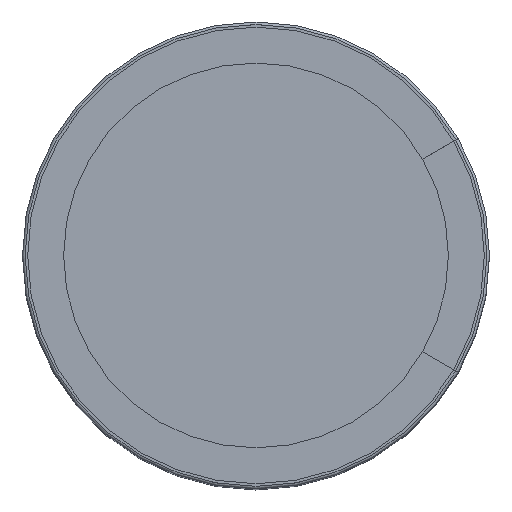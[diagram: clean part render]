
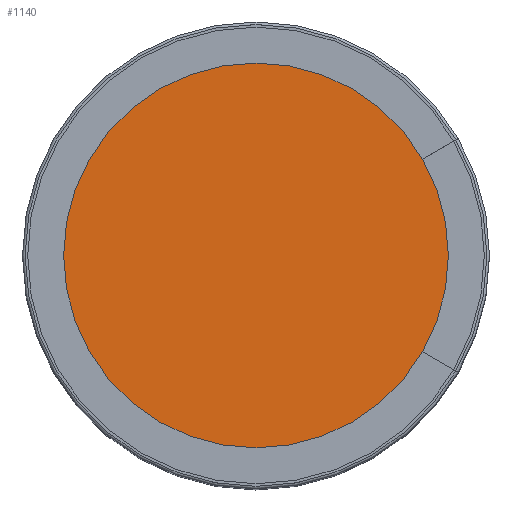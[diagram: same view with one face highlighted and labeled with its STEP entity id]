
A CAD part, top view. The second image highlights one B-rep face of the part: STEP entity #1140.
In plain terms, the highlighted planar face has unit normal (0, 0, 1).
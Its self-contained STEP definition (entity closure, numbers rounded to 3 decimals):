
#983 = EDGE_CURVE('',#984,#984,#986,.T.);
#984 = VERTEX_POINT('',#985);
#985 = CARTESIAN_POINT('',(8.9,0.,25.5));
#986 = SURFACE_CURVE('',#987,(#992,#1026),.PCURVE_S1.);
#987 = CIRCLE('',#988,8.9);
#988 = AXIS2_PLACEMENT_3D('',#989,#990,#991);
#989 = CARTESIAN_POINT('',(0.,0.,25.5));
#990 = DIRECTION('',(0.,0.,-1.));
#991 = DIRECTION('',(-1.,0.,0.));
#992 = PCURVE('',#993,#998);
#993 = TOROIDAL_SURFACE('',#994,8.9,0.1);
#994 = AXIS2_PLACEMENT_3D('',#995,#996,#997);
#995 = CARTESIAN_POINT('',(0.,0.,25.4));
#996 = DIRECTION('',(0.,0.,-1.));
#997 = DIRECTION('',(-1.,0.,0.));
#998 = DEFINITIONAL_REPRESENTATION('',(#999),#1025);
#999 = B_SPLINE_CURVE_WITH_KNOTS('',3,(#1000,#1001,#1002,#1003,#1004,
    #1005,#1006,#1007,#1008,#1009,#1010,#1011,#1012,#1013,#1014,#1015,
    #1016,#1017,#1018,#1019,#1020,#1021,#1022,#1023,#1024),
  .UNSPECIFIED.,.F.,.F.,(4,1,1,1,1,1,1,1,1,1,1,1,1,1,1,1,1,1,1,1,1,1,4),
  (3.142,3.427,3.713,3.998,
    4.284,4.57,4.855,5.141,
    5.426,5.712,5.998,6.283,
    6.569,6.854,7.14,7.426,
    7.711,7.997,8.282,8.568,
    8.854,9.139,9.425),.UNSPECIFIED.);
#1000 = CARTESIAN_POINT('',(3.142,4.712));
#1001 = CARTESIAN_POINT('',(3.237,4.712));
#1002 = CARTESIAN_POINT('',(3.427,4.712));
#1003 = CARTESIAN_POINT('',(3.713,4.712));
#1004 = CARTESIAN_POINT('',(3.998,4.712));
#1005 = CARTESIAN_POINT('',(4.284,4.712));
#1006 = CARTESIAN_POINT('',(4.57,4.712));
#1007 = CARTESIAN_POINT('',(4.855,4.712));
#1008 = CARTESIAN_POINT('',(5.141,4.712));
#1009 = CARTESIAN_POINT('',(5.426,4.712));
#1010 = CARTESIAN_POINT('',(5.712,4.712));
#1011 = CARTESIAN_POINT('',(5.998,4.712));
#1012 = CARTESIAN_POINT('',(6.283,4.712));
#1013 = CARTESIAN_POINT('',(6.569,4.712));
#1014 = CARTESIAN_POINT('',(6.854,4.712));
#1015 = CARTESIAN_POINT('',(7.14,4.712));
#1016 = CARTESIAN_POINT('',(7.426,4.712));
#1017 = CARTESIAN_POINT('',(7.711,4.712));
#1018 = CARTESIAN_POINT('',(7.997,4.712));
#1019 = CARTESIAN_POINT('',(8.282,4.712));
#1020 = CARTESIAN_POINT('',(8.568,4.712));
#1021 = CARTESIAN_POINT('',(8.854,4.712));
#1022 = CARTESIAN_POINT('',(9.139,4.712));
#1023 = CARTESIAN_POINT('',(9.33,4.712));
#1024 = CARTESIAN_POINT('',(9.425,4.712));
#1025 = ( GEOMETRIC_REPRESENTATION_CONTEXT(2) 
PARAMETRIC_REPRESENTATION_CONTEXT() REPRESENTATION_CONTEXT('2D SPACE',''
  ) );
#1026 = PCURVE('',#1027,#1032);
#1027 = PLANE('',#1028);
#1028 = AXIS2_PLACEMENT_3D('',#1029,#1030,#1031);
#1029 = CARTESIAN_POINT('',(0.,0.,25.5));
#1030 = DIRECTION('',(0.,0.,1.));
#1031 = DIRECTION('',(1.,0.,-0.));
#1032 = DEFINITIONAL_REPRESENTATION('',(#1033),#1041);
#1033 = ( BOUNDED_CURVE() B_SPLINE_CURVE(2,(#1034,#1035,#1036,#1037,
#1038,#1039,#1040),.UNSPECIFIED.,.T.,.F.) B_SPLINE_CURVE_WITH_KNOTS((1,2
    ,2,2,2,1),(-2.094,0.,2.094,4.189,
6.283,8.378),.UNSPECIFIED.) CURVE() 
GEOMETRIC_REPRESENTATION_ITEM() RATIONAL_B_SPLINE_CURVE((1.,0.5,1.,0.5,
1.,0.5,1.)) REPRESENTATION_ITEM('') );
#1034 = CARTESIAN_POINT('',(-8.9,0.));
#1035 = CARTESIAN_POINT('',(-8.9,15.415));
#1036 = CARTESIAN_POINT('',(4.45,7.708));
#1037 = CARTESIAN_POINT('',(17.8,0.));
#1038 = CARTESIAN_POINT('',(4.45,-7.708));
#1039 = CARTESIAN_POINT('',(-8.9,-15.415));
#1040 = CARTESIAN_POINT('',(-8.9,0.));
#1041 = ( GEOMETRIC_REPRESENTATION_CONTEXT(2) 
PARAMETRIC_REPRESENTATION_CONTEXT() REPRESENTATION_CONTEXT('2D SPACE',''
  ) );
#1140 = ADVANCED_FACE('',(#1141),#1027,.T.);
#1141 = FACE_BOUND('',#1142,.T.);
#1142 = EDGE_LOOP('',(#1143));
#1143 = ORIENTED_EDGE('',*,*,#983,.F.);
